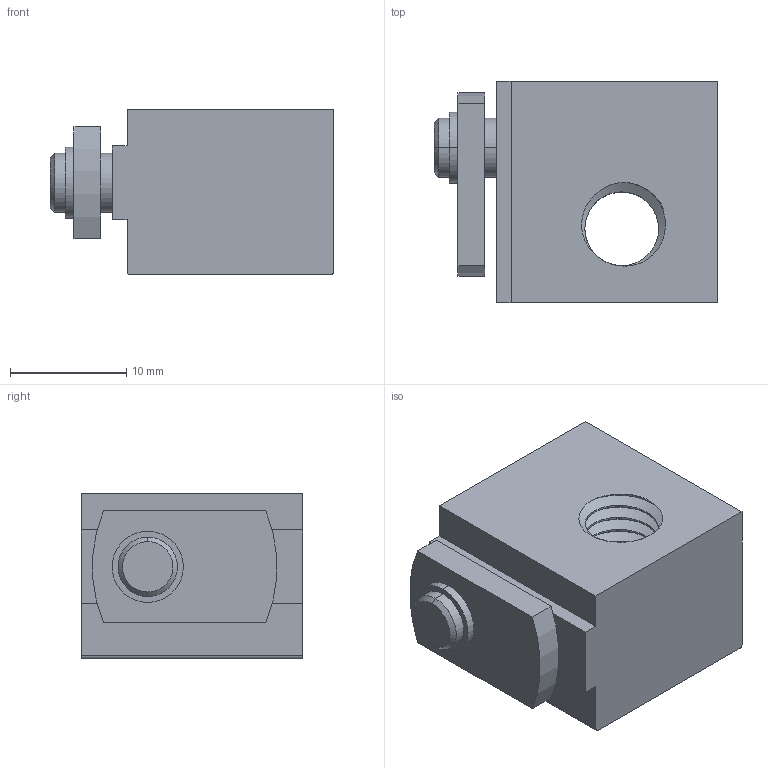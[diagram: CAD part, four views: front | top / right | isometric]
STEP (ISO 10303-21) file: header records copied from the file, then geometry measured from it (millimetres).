
FILE_DESCRIPTION (( 'STEP AP214' ), '1' );
FILE_NAME ('Panel Mount (3136N111).step', '2023-01-06T00:24:25', ( '' ), ( '' ), 'SwSTEP 2.0', 'SolidWorks 2019', '' );
FILE_SCHEMA (( 'AUTOMOTIVE_DESIGN' ));
Length unit declared in the file: inch
Products named in the file (1): Panel Mount (3136N111)
Bounding box: 24.38 x 19.05 x 14.27 mm (x, y, z)
Volume: 4638.1 mm3; surface area: 3567.6 mm2
Topology: 3 solids, 3 shells, 74 faces, 193 edges, 127 vertices
Faces by surface type: cylinder 40, plane 26, cone 4, bspline 4
Entity records: 5350 total; most frequent: CARTESIAN_POINT 3605, ORIENTED_EDGE 386, DIRECTION 311, EDGE_CURVE 193, VERTEX_POINT 127, AXIS2_PLACEMENT_3D 110, VECTOR 91, LINE 91
